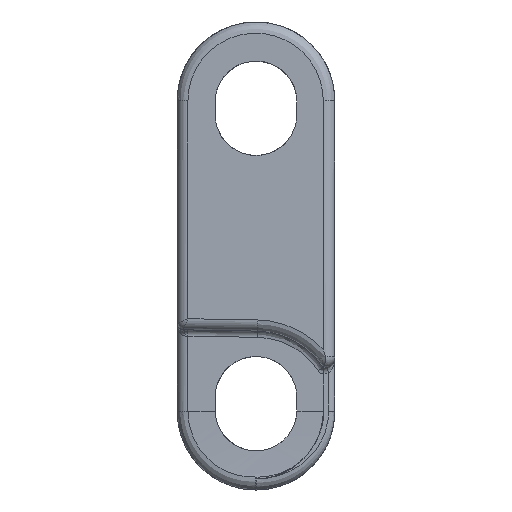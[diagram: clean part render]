
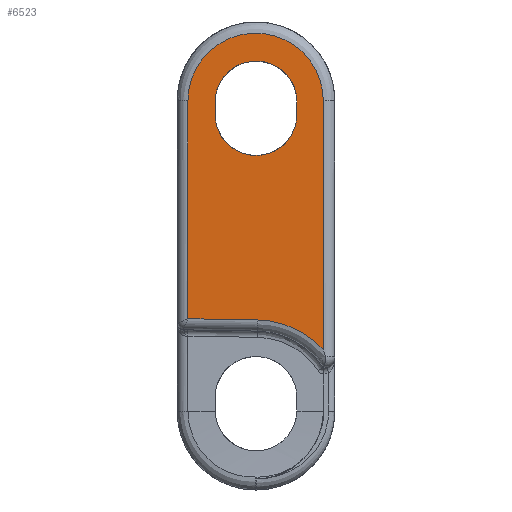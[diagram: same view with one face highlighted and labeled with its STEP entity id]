
A CAD part, left-side view. The second image highlights one B-rep face of the part: STEP entity #6523.
In plain terms, the highlighted planar face has unit normal (-0.999, 0.035, 0).
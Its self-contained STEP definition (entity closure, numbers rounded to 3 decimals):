
#640 = CARTESIAN_POINT ( 'NONE',  ( -42.301, -9.65, 12.4 ) ) ;
#1043 = ORIENTED_EDGE ( 'NONE', *, *, #2247, .T. ) ;
#1277 = VERTEX_POINT ( 'NONE', #14474 ) ;
#1315 = ORIENTED_EDGE ( 'NONE', *, *, #26293, .T. ) ;
#1402 = EDGE_CURVE ( 'NONE', #1277, #6551, #27748, .T. ) ;
#1584 = VECTOR ( 'NONE', #25853, 1000. ) ;
#1867 = CARTESIAN_POINT ( 'NONE',  ( -42.375, -11.769, 23.4 ) ) ;
#2129 = FACE_BOUND ( 'NONE', #23362, .T. ) ;
#2247 = EDGE_CURVE ( 'NONE', #25962, #20298, #18445, .T. ) ;
#3567 = EDGE_LOOP ( 'NONE', ( #13329, #5938, #19852, #8497, #14617 ) ) ;
#4258 = CARTESIAN_POINT ( 'NONE',  ( -42.19, -6.447, -5.151 ) ) ;
#5090 = CARTESIAN_POINT ( 'NONE',  ( -42.301, -9.65, 12.4 ) ) ;
#5131 = EDGE_CURVE ( 'NONE', #8367, #17381, #26233, .T. ) ;
#5539 = LINE ( 'NONE', #14126, #11496 ) ;
#5598 = CARTESIAN_POINT ( 'NONE',  ( -42.301, -9.65, 12.4 ) ) ;
#5938 = ORIENTED_EDGE ( 'NONE', *, *, #5131, .T. ) ;
#6089 = CARTESIAN_POINT ( 'NONE',  ( -42.071, -3.05, 12.4 ) ) ;
#6221 = CARTESIAN_POINT ( 'NONE',  ( -42.186, -6.35, 8.1 ) ) ;
#6523 = ADVANCED_FACE ( 'NONE', ( #2129, #16954 ), #12705, .T. ) ;
#6551 = VERTEX_POINT ( 'NONE', #4258 ) ;
#6918 = ORIENTED_EDGE ( 'NONE', *, *, #20228, .T. ) ;
#7677 =( BOUNDED_CURVE ( )  B_SPLINE_CURVE ( 3, ( #22827, #10115, #18722, #5598 ),
 .UNSPECIFIED., .F., .F. ) 
 B_SPLINE_CURVE_WITH_KNOTS ( ( 4, 4 ),
 ( 0., 3.142 ),
 .UNSPECIFIED. ) 
 CURVE ( )  GEOMETRIC_REPRESENTATION_ITEM ( )  RATIONAL_B_SPLINE_CURVE ( ( 1., 0.333, 0.333, 1. ) ) 
 REPRESENTATION_ITEM ( '' )  );
#7757 = CARTESIAN_POINT ( 'NONE',  ( -42.186, -6.35, 8.1 ) ) ;
#8355 = DIRECTION ( 'NONE',  ( -0.035, -0.999, -0.017 ) ) ;
#8367 = VERTEX_POINT ( 'NONE', #27864 ) ;
#8394 = CARTESIAN_POINT ( 'NONE',  ( -42.327, -10.385, -6.04 ) ) ;
#8408 = CARTESIAN_POINT ( 'NONE',  ( -42.071, -3.05, 11.4 ) ) ;
#8483 = CARTESIAN_POINT ( 'NONE',  ( -42.301, -9.65, 11.4 ) ) ;
#8497 = ORIENTED_EDGE ( 'NONE', *, *, #1402, .T. ) ;
#8762 = DIRECTION ( 'NONE',  ( -0.999, 0.035, 0. ) ) ;
#9006 = EDGE_CURVE ( 'NONE', #6551, #10832, #21560, .T. ) ;
#10115 = CARTESIAN_POINT ( 'NONE',  ( -42.071, -3.05, 19. ) ) ;
#10832 = VERTEX_POINT ( 'NONE', #24640 ) ;
#11278 = AXIS2_PLACEMENT_3D ( 'NONE', #25608, #8762, #14969 ) ;
#11496 = VECTOR ( 'NONE', #13987, 1000. ) ;
#11852 = ORIENTED_EDGE ( 'NONE', *, *, #16902, .T. ) ;
#11998 = VECTOR ( 'NONE', #8355, 1000. ) ;
#12705 = PLANE ( 'NONE',  #11278 ) ;
#13059 = VERTEX_POINT ( 'NONE', #5090 ) ;
#13329 = ORIENTED_EDGE ( 'NONE', *, *, #18174, .T. ) ;
#13987 = DIRECTION ( 'NONE',  ( 0., 0., 1. ) ) ;
#14126 = CARTESIAN_POINT ( 'NONE',  ( -42.375, -11.769, -18.9 ) ) ;
#14474 = CARTESIAN_POINT ( 'NONE',  ( -41.995, -0.869, -5.054 ) ) ;
#14617 = ORIENTED_EDGE ( 'NONE', *, *, #9006, .T. ) ;
#14738 = CARTESIAN_POINT ( 'NONE',  ( -42.375, -11.769, -7.568 ) ) ;
#14799 = CARTESIAN_POINT ( 'NONE',  ( -41.995, -0.869, -18.9 ) ) ;
#14969 = DIRECTION ( 'NONE',  ( -0.035, -0.999, 0. ) ) ;
#15203 = ORIENTED_EDGE ( 'NONE', *, *, #15754, .T. ) ;
#15754 = EDGE_CURVE ( 'NONE', #26708, #25962, #27812, .T. ) ;
#15864 = DIRECTION ( 'NONE',  ( 0., 0., 1. ) ) ;
#16003 = CARTESIAN_POINT ( 'NONE',  ( -42.071, -3.05, 11.4 ) ) ;
#16032 = VECTOR ( 'NONE', #22104, 1000. ) ;
#16738 = EDGE_CURVE ( 'NONE', #1277, #17381, #25571, .T. ) ;
#16801 = CARTESIAN_POINT ( 'NONE',  ( -42.301, -9.65, 9.467 ) ) ;
#16902 = EDGE_CURVE ( 'NONE', #13059, #26708, #21816, .T. ) ;
#16954 = FACE_OUTER_BOUND ( 'NONE', #3567, .T. ) ;
#17381 = VERTEX_POINT ( 'NONE', #26585 ) ;
#18174 = EDGE_CURVE ( 'NONE', #10832, #8367, #5539, .T. ) ;
#18445 =( BOUNDED_CURVE ( )  B_SPLINE_CURVE ( 3, ( #27803, #23651, #25942, #8408 ),
 .UNSPECIFIED., .F., .F. ) 
 B_SPLINE_CURVE_WITH_KNOTS ( ( 4, 4 ),
 ( 4.712, 6.283 ),
 .UNSPECIFIED. ) 
 CURVE ( )  GEOMETRIC_REPRESENTATION_ITEM ( )  RATIONAL_B_SPLINE_CURVE ( ( 1., 0.805, 0.805, 1. ) ) 
 REPRESENTATION_ITEM ( '' )  );
#18722 = CARTESIAN_POINT ( 'NONE',  ( -42.301, -9.65, 19. ) ) ;
#18841 = CARTESIAN_POINT ( 'NONE',  ( -42.19, -6.447, -5.151 ) ) ;
#19062 = CARTESIAN_POINT ( 'NONE',  ( -42.301, -9.65, 11.4 ) ) ;
#19099 = CARTESIAN_POINT ( 'NONE',  ( -41.995, -0.869, 23.4 ) ) ;
#19334 = CARTESIAN_POINT ( 'NONE',  ( -42.254, -8.283, 8.1 ) ) ;
#19651 = CARTESIAN_POINT ( 'NONE',  ( -41.995, -0.869, 12.5 ) ) ;
#19852 = ORIENTED_EDGE ( 'NONE', *, *, #16738, .F. ) ;
#20228 = EDGE_CURVE ( 'NONE', #20298, #27653, #26781, .T. ) ;
#20298 = VERTEX_POINT ( 'NONE', #16003 ) ;
#21560 =( BOUNDED_CURVE ( )  B_SPLINE_CURVE ( 3, ( #18841, #25511, #8394, #14738 ),
 .UNSPECIFIED., .F., .F. ) 
 B_SPLINE_CURVE_WITH_KNOTS ( ( 4, 4 ),
 ( 1.588, 2.406 ),
 .UNSPECIFIED. ) 
 CURVE ( )  GEOMETRIC_REPRESENTATION_ITEM ( )  RATIONAL_B_SPLINE_CURVE ( ( 1., 0.945, 0.945, 1. ) ) 
 REPRESENTATION_ITEM ( '' )  );
#21630 = CARTESIAN_POINT ( 'NONE',  ( -42.375, -11.769, 12.5 ) ) ;
#21816 = LINE ( 'NONE', #640, #16032 ) ;
#22104 = DIRECTION ( 'NONE',  ( 0., 0., -1. ) ) ;
#22827 = CARTESIAN_POINT ( 'NONE',  ( -42.071, -3.05, 12.4 ) ) ;
#23285 = VECTOR ( 'NONE', #15864, 1000. ) ;
#23362 = EDGE_LOOP ( 'NONE', ( #1315, #11852, #15203, #1043, #6918 ) ) ;
#23651 = CARTESIAN_POINT ( 'NONE',  ( -42.119, -4.417, 8.1 ) ) ;
#24640 = CARTESIAN_POINT ( 'NONE',  ( -42.375, -11.769, -7.568 ) ) ;
#25511 = CARTESIAN_POINT ( 'NONE',  ( -42.262, -8.508, -5.187 ) ) ;
#25571 = LINE ( 'NONE', #14799, #1584 ) ;
#25608 = CARTESIAN_POINT ( 'NONE',  ( -42.408, -12.7, -1. ) ) ;
#25853 = DIRECTION ( 'NONE',  ( 0., 0., 1. ) ) ;
#25882 = CARTESIAN_POINT ( 'NONE',  ( -42.405, -12.626, -5.259 ) ) ;
#25942 = CARTESIAN_POINT ( 'NONE',  ( -42.071, -3.05, 9.467 ) ) ;
#25962 = VERTEX_POINT ( 'NONE', #7757 ) ;
#26233 =( BOUNDED_CURVE ( )  B_SPLINE_CURVE ( 3, ( #21630, #1867, #19099, #19651 ),
 .UNSPECIFIED., .F., .F. ) 
 B_SPLINE_CURVE_WITH_KNOTS ( ( 4, 4 ),
 ( 3.142, 6.283 ),
 .UNSPECIFIED. ) 
 CURVE ( )  GEOMETRIC_REPRESENTATION_ITEM ( )  RATIONAL_B_SPLINE_CURVE ( ( 1., 0.333, 0.333, 1. ) ) 
 REPRESENTATION_ITEM ( '' )  );
#26293 = EDGE_CURVE ( 'NONE', #27653, #13059, #7677, .T. ) ;
#26585 = CARTESIAN_POINT ( 'NONE',  ( -41.995, -0.869, 12.5 ) ) ;
#26644 = CARTESIAN_POINT ( 'NONE',  ( -42.071, -3.05, 12.4 ) ) ;
#26708 = VERTEX_POINT ( 'NONE', #8483 ) ;
#26781 = LINE ( 'NONE', #26644, #23285 ) ;
#27653 = VERTEX_POINT ( 'NONE', #6089 ) ;
#27748 = LINE ( 'NONE', #25882, #11998 ) ;
#27803 = CARTESIAN_POINT ( 'NONE',  ( -42.186, -6.35, 8.1 ) ) ;
#27812 =( BOUNDED_CURVE ( )  B_SPLINE_CURVE ( 3, ( #19062, #16801, #19334, #6221 ),
 .UNSPECIFIED., .F., .F. ) 
 B_SPLINE_CURVE_WITH_KNOTS ( ( 4, 4 ),
 ( 3.142, 4.712 ),
 .UNSPECIFIED. ) 
 CURVE ( )  GEOMETRIC_REPRESENTATION_ITEM ( )  RATIONAL_B_SPLINE_CURVE ( ( 1., 0.805, 0.805, 1. ) ) 
 REPRESENTATION_ITEM ( '' )  );
#27864 = CARTESIAN_POINT ( 'NONE',  ( -42.375, -11.769, 12.5 ) ) ;
